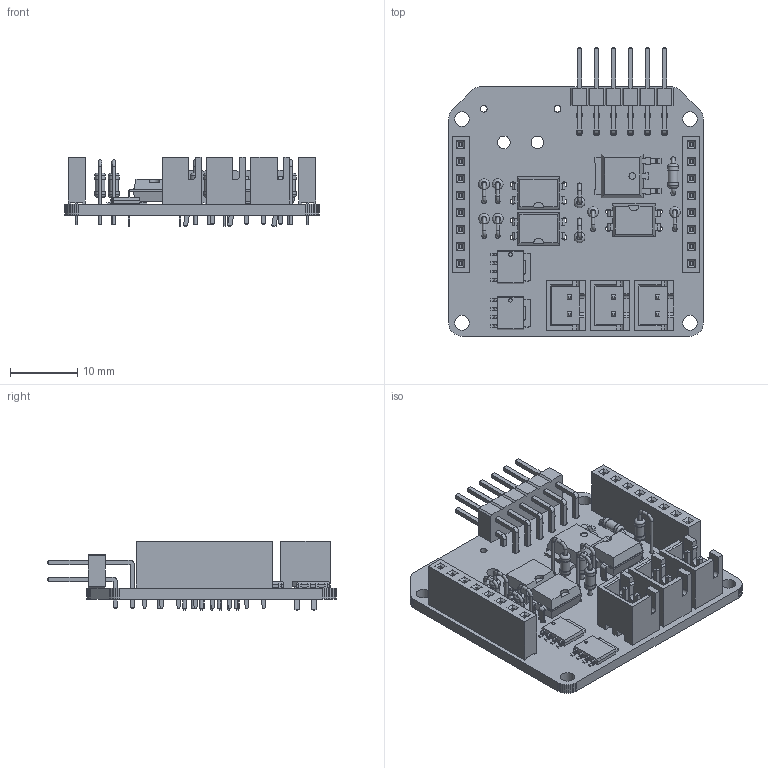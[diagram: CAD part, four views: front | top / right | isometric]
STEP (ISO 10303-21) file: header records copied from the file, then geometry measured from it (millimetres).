
FILE_DESCRIPTION(('KiCad electronic assembly'),'2;1');
FILE_NAME('Kicker.step','2025-01-11T16:03:15',('Pcbnew'),('Kicad'), 'Open CASCADE STEP processor 7.7','KiCad to STEP converter','Unknown' );
FILE_SCHEMA(('AUTOMOTIVE_DESIGN { 1 0 10303 214 1 1 1 1 }'));
Length unit declared in the file: millimetre
Products named in the file (18): Kicker 1; PinSocket_1x08_P2.54mm_Vertical; PinSocket_1x08_P254mm_Vertical; R_Axial_DIN0204_L3.6mm_D1.6mm_P2.54mm_Vertical; R_Axial_DIN0204_L36mm_D16mm_P254mm_Vertical; LFPAK56; CQ assembly; JST_XH_B2B-XH-A_1x02_P2.50mm_Vertical; JST_B2B_XH_A; DIP-4_W7.62mm; TO-252-2; R_Axial_DIN0204_L3.6mm_D1.6mm_P5.08mm_Horizontal; R_Axial_DIN0204_L36mm_D16mm_P508mm_Horizontal; PinHeader_2x06_P2.54mm_Horizontal; PinHeader_2x06_P254mm_Horizontal; Kicker PCB
Assembly tree (30 placements, depth 3):
  Kicker 1
    PinSocket_1x08_P2.54mm_Vertical  x2
      PinSocket_1x08_P254mm_Vertical
    R_Axial_DIN0204_L3.6mm_D1.6mm_P2.54mm_Vertical  x8
      R_Axial_DIN0204_L36mm_D16mm_P254mm_Vertical
    LFPAK56  x2
      CQ assembly
    JST_XH_B2B-XH-A_1x02_P2.50mm_Vertical  x3
      JST_B2B_XH_A
    DIP-4_W7.62mm  x3
      DIP-4_W7.62mm
    TO-252-2
      CQ assembly
    R_Axial_DIN0204_L3.6mm_D1.6mm_P5.08mm_Horizontal
      R_Axial_DIN0204_L36mm_D16mm_P508mm_Horizontal
    PinHeader_2x06_P2.54mm_Horizontal
      PinHeader_2x06_P254mm_Horizontal
    Kicker PCB
Bounding box: 38 x 43 x 10.4 mm (x, y, z)
Volume: 4054.3 mm3; surface area: 7630.5 mm2
Topology: 36 solids, 36 shells, 1901 faces, 4792 edges, 3086 vertices
Faces by surface type: plane 1574, cylinder 243, bspline 48, torus 36
Full cylindrical faces by diameter (mm): 0.5 x36, 0.7 x18, 0.8 x12, 1 x37, 1.44 x9, 1.6 x18, 1.9 x2, 2.2 x4
Entity records: 75752 total; most frequent: CARTESIAN_POINT 14075, DIRECTION 10460, LINE 7570, VECTOR 7570, ORIENTED_EDGE 5494, PCURVE 5494, DEFINITIONAL_REPRESENTATION 5494, EDGE_CURVE 2747
